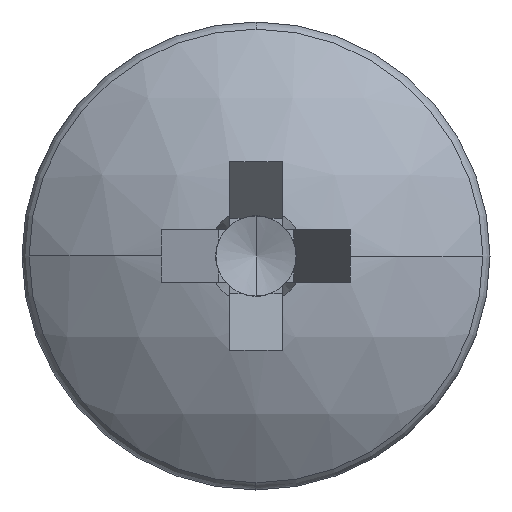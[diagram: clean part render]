
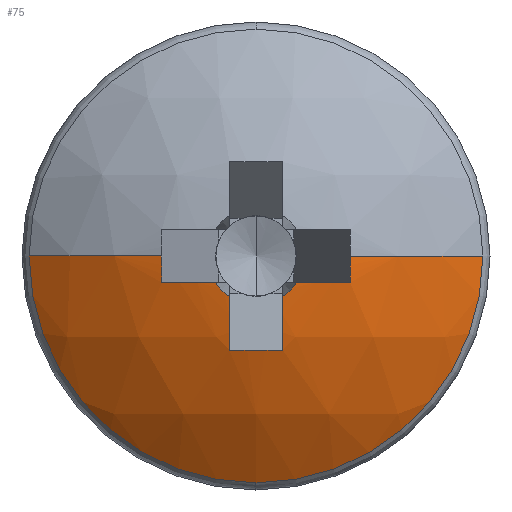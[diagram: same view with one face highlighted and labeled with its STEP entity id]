
A CAD part, left-side view. The second image highlights one B-rep face of the part: STEP entity #75.
In plain terms, the highlighted spherical face has radius 5 mm.
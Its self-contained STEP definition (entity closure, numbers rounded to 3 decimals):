
#8 = CIRCLE ( 'NONE', #1259, 3.15 ) ;
#10 = CARTESIAN_POINT ( 'NONE',  ( 0.046, 0., 0. ) ) ;
#13 = VERTEX_POINT ( 'NONE', #1024 ) ;
#25 = AXIS2_PLACEMENT_3D ( 'NONE', #855, #263, #944 ) ;
#44 = DIRECTION ( 'NONE',  ( 0., 1., 0. ) ) ;
#50 = ORIENTED_EDGE ( 'NONE', *, *, #209, .F. ) ;
#51 = ORIENTED_EDGE ( 'NONE', *, *, #1169, .F. ) ;
#75 = ADVANCED_FACE ( 'NONE', ( #1193 ), #319, .T. ) ;
#97 = DIRECTION ( 'NONE',  ( -1., 0., 0. ) ) ;
#106 = CARTESIAN_POINT ( 'NONE',  ( 5., 0., -0.37 ) ) ;
#109 = DIRECTION ( 'NONE',  ( 0., 0., -1. ) ) ;
#122 = DIRECTION ( 'NONE',  ( 0., 0., -1. ) ) ;
#161 = DIRECTION ( 'NONE',  ( 0., 0., -1. ) ) ;
#179 = DIRECTION ( 'NONE',  ( 0.446, 0., -0.895 ) ) ;
#188 = AXIS2_PLACEMENT_3D ( 'NONE', #106, #785, #201 ) ;
#200 = AXIS2_PLACEMENT_3D ( 'NONE', #496, #1175, #593 ) ;
#201 = DIRECTION ( 'NONE',  ( 1., 0., 0. ) ) ;
#207 = CIRCLE ( 'NONE', #729, 5. ) ;
#209 = EDGE_CURVE ( 'NONE', #466, #495, #847, .T. ) ;
#220 = CARTESIAN_POINT ( 'NONE',  ( 0.175, -1.313, 0. ) ) ;
#231 = EDGE_CURVE ( 'NONE', #652, #664, #1236, .T. ) ;
#261 = CARTESIAN_POINT ( 'NONE',  ( 1.117, 0., -3.15 ) ) ;
#263 = DIRECTION ( 'NONE',  ( 0., 0., 1. ) ) ;
#268 = ORIENTED_EDGE ( 'NONE', *, *, #740, .F. ) ;
#278 = AXIS2_PLACEMENT_3D ( 'NONE', #948, #369, #1053 ) ;
#284 = CARTESIAN_POINT ( 'NONE',  ( 0.046, 0.565, -0.37 ) ) ;
#285 = AXIS2_PLACEMENT_3D ( 'NONE', #780, #97, #685 ) ;
#291 = CARTESIAN_POINT ( 'NONE',  ( 1.117, 0., 0. ) ) ;
#319 = SPHERICAL_SURFACE ( 'NONE', #468, 5. ) ;
#325 = AXIS2_PLACEMENT_3D ( 'NONE', #10, #695, #109 ) ;
#334 = ORIENTED_EDGE ( 'NONE', *, *, #1066, .T. ) ;
#344 = VERTEX_POINT ( 'NONE', #1002 ) ;
#347 = AXIS2_PLACEMENT_3D ( 'NONE', #562, #1244, #661 ) ;
#348 = VERTEX_POINT ( 'NONE', #220 ) ;
#369 = DIRECTION ( 'NONE',  ( 0.446, -0.895, 0. ) ) ;
#384 = CARTESIAN_POINT ( 'NONE',  ( 1.117, 3.15, 0. ) ) ;
#391 = DIRECTION ( 'NONE',  ( 0., 0., 1. ) ) ;
#396 = CARTESIAN_POINT ( 'NONE',  ( 0.046, -0.565, -0.37 ) ) ;
#404 = CIRCLE ( 'NONE', #347, 4.986 ) ;
#420 = VERTEX_POINT ( 'NONE', #883 ) ;
#443 = DIRECTION ( 'NONE',  ( 1., 0., 0. ) ) ;
#449 = EDGE_CURVE ( 'NONE', #1135, #1016, #863, .T. ) ;
#451 = DIRECTION ( 'NONE',  ( -1., 0., 0. ) ) ;
#457 = DIRECTION ( 'NONE',  ( 0., 0., 1. ) ) ;
#466 = VERTEX_POINT ( 'NONE', #284 ) ;
#468 = AXIS2_PLACEMENT_3D ( 'NONE', #1247, #122, #44 ) ;
#478 = CARTESIAN_POINT ( 'NONE',  ( 0.046, 0.37, -0.565 ) ) ;
#479 = CIRCLE ( 'NONE', #278, 4.903 ) ;
#495 = VERTEX_POINT ( 'NONE', #478 ) ;
#496 = CARTESIAN_POINT ( 'NONE',  ( 4.564, -0.875, 0. ) ) ;
#519 = CARTESIAN_POINT ( 'NONE',  ( 5., 0., 0. ) ) ;
#527 = CIRCLE ( 'NONE', #743, 4.903 ) ;
#547 = CARTESIAN_POINT ( 'NONE',  ( 5., 0., -0.37 ) ) ;
#562 = CARTESIAN_POINT ( 'NONE',  ( 5., 0.37, 0. ) ) ;
#563 = CARTESIAN_POINT ( 'NONE',  ( 0.188, 0.37, -1.306 ) ) ;
#593 = DIRECTION ( 'NONE',  ( -0.895, 0.446, 0. ) ) ;
#606 = CARTESIAN_POINT ( 'NONE',  ( 5., -0.37, 0. ) ) ;
#645 = EDGE_CURVE ( 'NONE', #344, #13, #1076, .T. ) ;
#652 = VERTEX_POINT ( 'NONE', #396 ) ;
#661 = DIRECTION ( 'NONE',  ( 0., 0., -1. ) ) ;
#664 = VERTEX_POINT ( 'NONE', #1183 ) ;
#685 = DIRECTION ( 'NONE',  ( 0., 0., 1. ) ) ;
#692 = EDGE_CURVE ( 'NONE', #1212, #348, #207, .T. ) ;
#695 = DIRECTION ( 'NONE',  ( -1., 0., 0. ) ) ;
#729 = AXIS2_PLACEMENT_3D ( 'NONE', #519, #161, #1098 ) ;
#732 = CIRCLE ( 'NONE', #791, 4.986 ) ;
#740 = EDGE_CURVE ( 'NONE', #420, #1054, #732, .T. ) ;
#743 = AXIS2_PLACEMENT_3D ( 'NONE', #767, #179, #867 ) ;
#759 = VERTEX_POINT ( 'NONE', #563 ) ;
#762 = ORIENTED_EDGE ( 'NONE', *, *, #449, .T. ) ;
#767 = CARTESIAN_POINT ( 'NONE',  ( 4.564, 0., 0.875 ) ) ;
#780 = CARTESIAN_POINT ( 'NONE',  ( 1.117, 0., 0. ) ) ;
#785 = DIRECTION ( 'NONE',  ( 0., 0., 1. ) ) ;
#791 = AXIS2_PLACEMENT_3D ( 'NONE', #606, #950, #457 ) ;
#792 = CARTESIAN_POINT ( 'NONE',  ( 1.117, -3.15, 0. ) ) ;
#807 = EDGE_LOOP ( 'NONE', ( #762, #943, #960, #923, #1014, #820, #268, #334, #983, #50, #51, #1161, #959 ) ) ;
#820 = ORIENTED_EDGE ( 'NONE', *, *, #1191, .F. ) ;
#834 = CIRCLE ( 'NONE', #325, 0.675 ) ;
#847 = CIRCLE ( 'NONE', #1058, 0.675 ) ;
#855 = CARTESIAN_POINT ( 'NONE',  ( 5., 0., 0. ) ) ;
#862 = CARTESIAN_POINT ( 'NONE',  ( 0.046, -0.37, -0.565 ) ) ;
#863 = CIRCLE ( 'NONE', #285, 3.15 ) ;
#867 = DIRECTION ( 'NONE',  ( -0.895, 0., -0.446 ) ) ;
#883 = CARTESIAN_POINT ( 'NONE',  ( 0.188, -0.37, -1.306 ) ) ;
#894 = CIRCLE ( 'NONE', #188, 4.986 ) ;
#923 = ORIENTED_EDGE ( 'NONE', *, *, #1026, .T. ) ;
#943 = ORIENTED_EDGE ( 'NONE', *, *, #1141, .T. ) ;
#944 = DIRECTION ( 'NONE',  ( 1., 0., 0. ) ) ;
#948 = CARTESIAN_POINT ( 'NONE',  ( 4.564, 0.875, 0. ) ) ;
#950 = DIRECTION ( 'NONE',  ( 0., 1., 0. ) ) ;
#959 = ORIENTED_EDGE ( 'NONE', *, *, #1000, .F. ) ;
#960 = ORIENTED_EDGE ( 'NONE', *, *, #692, .T. ) ;
#977 = DIRECTION ( 'NONE',  ( -1., 0., 0. ) ) ;
#983 = ORIENTED_EDGE ( 'NONE', *, *, #1032, .F. ) ;
#1000 = EDGE_CURVE ( 'NONE', #1135, #13, #1181, .T. ) ;
#1002 = CARTESIAN_POINT ( 'NONE',  ( 0.188, 1.306, -0.37 ) ) ;
#1014 = ORIENTED_EDGE ( 'NONE', *, *, #231, .F. ) ;
#1016 = VERTEX_POINT ( 'NONE', #261 ) ;
#1024 = CARTESIAN_POINT ( 'NONE',  ( 0.175, 1.313, 0. ) ) ;
#1026 = EDGE_CURVE ( 'NONE', #348, #664, #479, .T. ) ;
#1032 = EDGE_CURVE ( 'NONE', #495, #759, #404, .T. ) ;
#1038 = DIRECTION ( 'NONE',  ( 0., 0., -1. ) ) ;
#1053 = DIRECTION ( 'NONE',  ( 0.895, 0.446, 0. ) ) ;
#1054 = VERTEX_POINT ( 'NONE', #862 ) ;
#1058 = AXIS2_PLACEMENT_3D ( 'NONE', #1131, #451, #1038 ) ;
#1066 = EDGE_CURVE ( 'NONE', #420, #759, #527, .T. ) ;
#1076 = CIRCLE ( 'NONE', #200, 4.903 ) ;
#1098 = DIRECTION ( 'NONE',  ( 0., 1., 0. ) ) ;
#1127 = DIRECTION ( 'NONE',  ( 0., 0., 1. ) ) ;
#1131 = CARTESIAN_POINT ( 'NONE',  ( 0.046, 0., 0. ) ) ;
#1135 = VERTEX_POINT ( 'NONE', #384 ) ;
#1141 = EDGE_CURVE ( 'NONE', #1016, #1212, #8, .T. ) ;
#1161 = ORIENTED_EDGE ( 'NONE', *, *, #645, .T. ) ;
#1169 = EDGE_CURVE ( 'NONE', #344, #466, #894, .T. ) ;
#1175 = DIRECTION ( 'NONE',  ( 0.446, 0.895, 0. ) ) ;
#1181 = CIRCLE ( 'NONE', #25, 5. ) ;
#1183 = CARTESIAN_POINT ( 'NONE',  ( 0.188, -1.306, -0.37 ) ) ;
#1189 = AXIS2_PLACEMENT_3D ( 'NONE', #547, #1127, #443 ) ;
#1191 = EDGE_CURVE ( 'NONE', #1054, #652, #834, .T. ) ;
#1193 = FACE_OUTER_BOUND ( 'NONE', #807, .T. ) ;
#1212 = VERTEX_POINT ( 'NONE', #792 ) ;
#1236 = CIRCLE ( 'NONE', #1189, 4.986 ) ;
#1244 = DIRECTION ( 'NONE',  ( 0., -1., 0. ) ) ;
#1247 = CARTESIAN_POINT ( 'NONE',  ( 5., 0., 0. ) ) ;
#1259 = AXIS2_PLACEMENT_3D ( 'NONE', #291, #977, #391 ) ;
